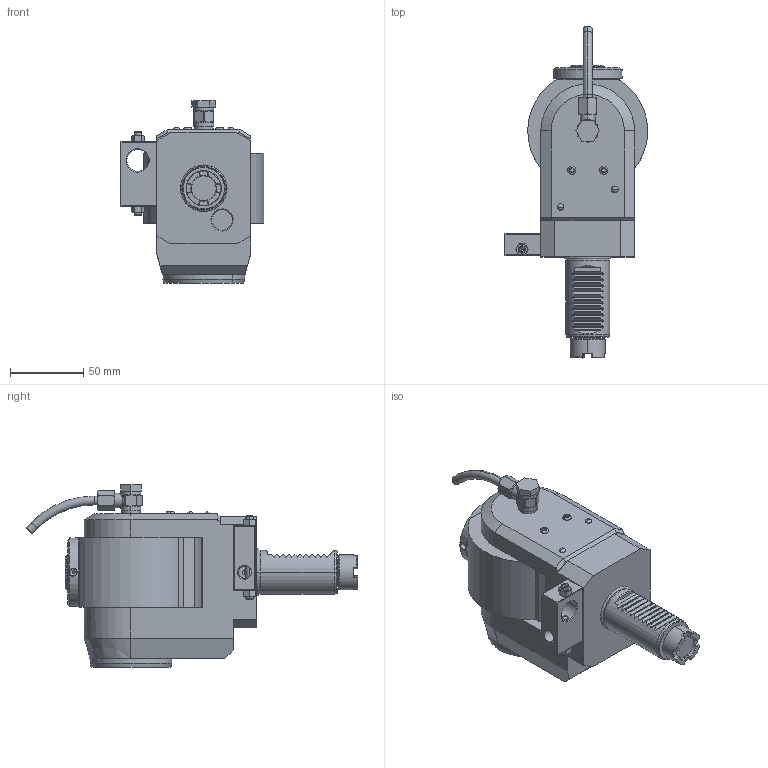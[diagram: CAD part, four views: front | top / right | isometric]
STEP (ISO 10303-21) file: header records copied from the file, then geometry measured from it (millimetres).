
FILE_DESCRIPTION((''),'2;1');
FILE_NAME('NGT1_30_555_16_2JA','2021-10-08T',('vali'),('NOVA GRUP'),'PRO/ENGINEER BY PARAMETRIC TECHNOLOGY CORPORATION, 2010280','PRO/ENGINEER BY PARAMETRIC TECHNOLOGY CORPORATION, 2010280','');
FILE_SCHEMA(('CONFIG_CONTROL_DESIGN'));
Length unit declared in the file: millimetre
Products named in the file (1): NGT1_30_555_16_2JA
Bounding box: 98 x 226.67 x 124.9 mm (x, y, z)
Volume: 788540.9 mm3; surface area: 75033.6 mm2
Topology: 1 solids, 3 shells, 570 faces, 1411 edges, 868 vertices
Faces by surface type: plane 240, cylinder 144, cone 88, bspline 62, torus 32, sphere 4
Entity records: 23703 total; most frequent: CARTESIAN_POINT 10972, ORIENTED_EDGE 2790, DIRECTION 2380, EDGE_CURVE 1395, AXIS2_PLACEMENT_3D 883, VERTEX_POINT 868, EDGE_LOOP 621, VECTOR 614
